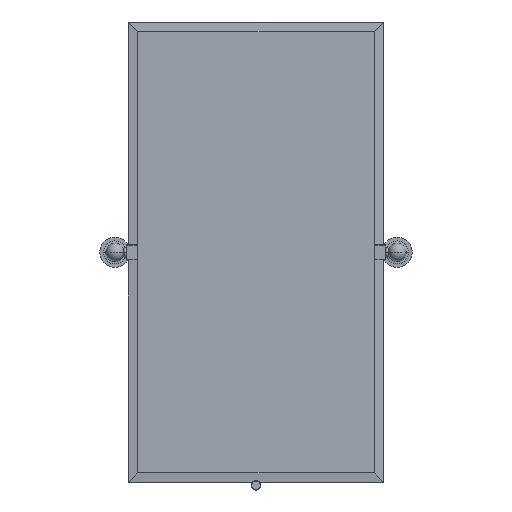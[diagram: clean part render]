
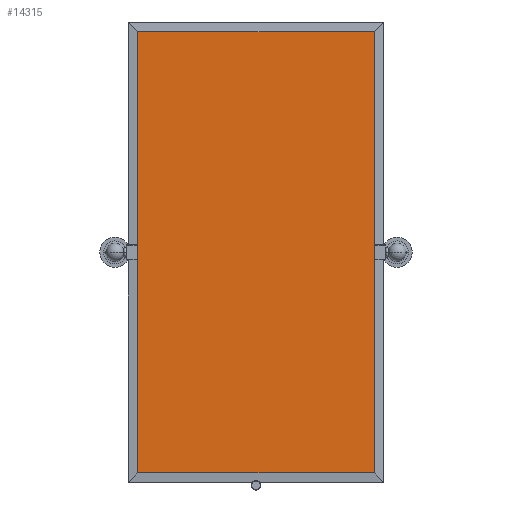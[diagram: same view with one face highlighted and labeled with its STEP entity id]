
A CAD part, top view. The second image highlights one B-rep face of the part: STEP entity #14315.
In plain terms, the highlighted planar face has unit normal (0, 0, 1).
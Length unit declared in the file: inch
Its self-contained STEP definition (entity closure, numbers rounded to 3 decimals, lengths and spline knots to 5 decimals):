
#5786=DIRECTION('',(1.,0.,0.));
#5787=VECTOR('',#5786,18.49673);
#5788=CARTESIAN_POINT('',(-9.24837,-17.24837,0.236));
#5789=LINE('',#5788,#5787);
#5790=DIRECTION('',(0.,-1.,0.));
#5791=VECTOR('',#5790,34.49673);
#5792=CARTESIAN_POINT('',(-9.24837,17.24837,0.236));
#5793=LINE('',#5792,#5791);
#5794=DIRECTION('',(1.,0.,0.));
#5795=VECTOR('',#5794,18.49673);
#5796=CARTESIAN_POINT('',(-9.24837,17.24837,0.236));
#5797=LINE('',#5796,#5795);
#5798=DIRECTION('',(0.,-1.,0.));
#5799=VECTOR('',#5798,34.49673);
#5800=CARTESIAN_POINT('',(9.24837,17.24837,0.236));
#5801=LINE('',#5800,#5799);
#5838=CARTESIAN_POINT('',(-9.24837,17.24837,0.236));
#5839=CARTESIAN_POINT('',(9.24837,17.24837,0.236));
#5840=VERTEX_POINT('',#5838);
#5841=VERTEX_POINT('',#5839);
#5846=CARTESIAN_POINT('',(-9.24837,-17.24837,0.236));
#5847=CARTESIAN_POINT('',(9.24837,-17.24837,0.236));
#5848=VERTEX_POINT('',#5846);
#5849=VERTEX_POINT('',#5847);
#14304=CARTESIAN_POINT('',(0.,0.,0.236));
#14305=DIRECTION('',(0.,0.,-1.));
#14306=DIRECTION('',(1.,0.,0.));
#14307=AXIS2_PLACEMENT_3D('',#14304,#14305,#14306);
#14308=PLANE('',#14307);
#14309=ORIENTED_EDGE('',*,*,#7132,.F.);
#14310=ORIENTED_EDGE('',*,*,#12354,.F.);
#14311=ORIENTED_EDGE('',*,*,#12374,.T.);
#14312=ORIENTED_EDGE('',*,*,#7110,.T.);
#14313=EDGE_LOOP('',(#14309,#14310,#14311,#14312));
#14314=FACE_OUTER_BOUND('',#14313,.F.);
#14315=ADVANCED_FACE('',(#14314),#14308,.F.);
#7110=EDGE_CURVE('',#5841,#5849,#5801,.T.);
#7132=EDGE_CURVE('',#5848,#5849,#5789,.T.);
#12354=EDGE_CURVE('',#5840,#5848,#5793,.T.);
#12374=EDGE_CURVE('',#5840,#5841,#5797,.T.);
